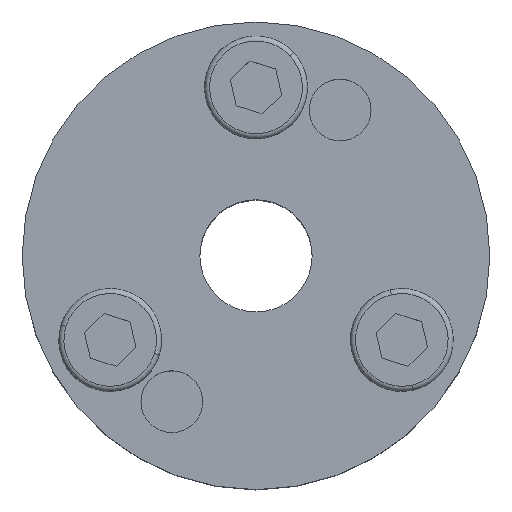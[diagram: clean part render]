
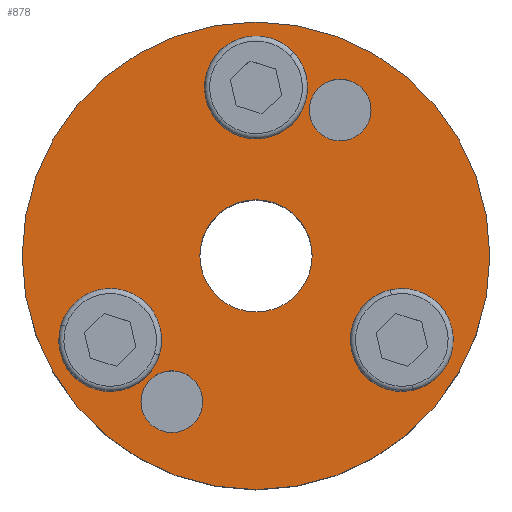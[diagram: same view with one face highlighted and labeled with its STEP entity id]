
A CAD part, top view. The second image highlights one B-rep face of the part: STEP entity #878.
In plain terms, the highlighted planar face has unit normal (0, 0, 1).
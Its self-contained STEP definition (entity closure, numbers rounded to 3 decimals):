
#16 = CARTESIAN_POINT ( 'NONE',  ( 6.144, -4.5, 0. ) ) ;
#19 = CIRCLE ( 'NONE', #20, 12.5 ) ;
#20 = AXIS2_PLACEMENT_3D ( 'NONE', #21, #22, #23 ) ;
#21 = CARTESIAN_POINT ( 'NONE',  ( 0., 0., 0. ) ) ;
#22 = DIRECTION ( 'NONE',  ( 0., 0., 1. ) ) ;
#23 = DIRECTION ( 'NONE',  ( 1., 0., 0. ) ) ;
#67 = EDGE_CURVE ( 'NONE', #739, #775, #961, .T. ) ;
#88 = CIRCLE ( 'NONE', #89, 1.65 ) ;
#89 = AXIS2_PLACEMENT_3D ( 'NONE', #90, #91, #92 ) ;
#90 = CARTESIAN_POINT ( 'NONE',  ( -4.5, -7.794, 0. ) ) ;
#91 = DIRECTION ( 'NONE',  ( 0., 0., 1. ) ) ;
#92 = DIRECTION ( 'NONE',  ( 1., 0., 0. ) ) ;
#175 = CIRCLE ( 'NONE', #176, 1.65 ) ;
#176 = AXIS2_PLACEMENT_3D ( 'NONE', #177, #178, #179 ) ;
#177 = CARTESIAN_POINT ( 'NONE',  ( -7.794, -4.5, 0. ) ) ;
#178 = DIRECTION ( 'NONE',  ( 0., 0., 1. ) ) ;
#179 = DIRECTION ( 'NONE',  ( -0.5, 0.866, 0. ) ) ;
#191 = CARTESIAN_POINT ( 'NONE',  ( 1.65, 9., 0. ) ) ;
#193 = CARTESIAN_POINT ( 'NONE',  ( -6.144, -4.5, 0. ) ) ;
#247 = CIRCLE ( 'NONE', #248, 1.65 ) ;
#248 = AXIS2_PLACEMENT_3D ( 'NONE', #249, #250, #251 ) ;
#249 = CARTESIAN_POINT ( 'NONE',  ( 7.794, -4.5, 0. ) ) ;
#250 = DIRECTION ( 'NONE',  ( 0., 0., 1. ) ) ;
#251 = DIRECTION ( 'NONE',  ( -0.5, -0.866, 0. ) ) ;
#253 = CARTESIAN_POINT ( 'NONE',  ( 9.444, -4.5, 0. ) ) ;
#451 = VERTEX_POINT ( 'NONE', #1120 ) ;
#468 = ORIENTED_EDGE ( 'NONE', *, *, #751, .T. ) ;
#519 = EDGE_CURVE ( 'NONE', #775, #739, #1136, .T. ) ;
#536 = EDGE_LOOP ( 'NONE', ( #1870, #1916 ) ) ;
#555 = EDGE_LOOP ( 'NONE', ( #1885, #707 ) ) ;
#556 = ORIENTED_EDGE ( 'NONE', *, *, #519, .F. ) ;
#592 = VERTEX_POINT ( 'NONE', #1174 ) ;
#703 = ORIENTED_EDGE ( 'NONE', *, *, #1951, .F. ) ;
#707 = ORIENTED_EDGE ( 'NONE', *, *, #1975, .F. ) ;
#717 = EDGE_LOOP ( 'NONE', ( #1898, #468 ) ) ;
#729 = VERTEX_POINT ( 'NONE', #1615 ) ;
#737 = EDGE_LOOP ( 'NONE', ( #703, #798 ) ) ;
#739 = VERTEX_POINT ( 'NONE', #1668 ) ;
#751 = EDGE_CURVE ( 'NONE', #1845, #1836, #19, .T. ) ;
#775 = VERTEX_POINT ( 'NONE', #191 ) ;
#780 = EDGE_CURVE ( 'NONE', #1108, #781, #247, .T. ) ;
#781 = VERTEX_POINT ( 'NONE', #253 ) ;
#795 = VERTEX_POINT ( 'NONE', #1079 ) ;
#798 = ORIENTED_EDGE ( 'NONE', *, *, #780, .F. ) ;
#819 = ORIENTED_EDGE ( 'NONE', *, *, #1962, .F. ) ;
#867 = ORIENTED_EDGE ( 'NONE', *, *, #1719, .F. ) ;
#878 = ADVANCED_FACE ( 'NONE', ( #1371, #1372, #1373, #1374, #1375, #1376, #1377 ), #1378, .F. ) ;
#882 = EDGE_CURVE ( 'NONE', #1836, #1845, #1410, .T. ) ;
#891 = ORIENTED_EDGE ( 'NONE', *, *, #1902, .F. ) ;
#895 = EDGE_LOOP ( 'NONE', ( #556, #1760 ) ) ;
#900 = VERTEX_POINT ( 'NONE', #1560 ) ;
#946 = CARTESIAN_POINT ( 'NONE',  ( 12.5, 0., 0. ) ) ;
#961 = CIRCLE ( 'NONE', #962, 1.65 ) ;
#962 = AXIS2_PLACEMENT_3D ( 'NONE', #963, #964, #965 ) ;
#963 = CARTESIAN_POINT ( 'NONE',  ( 0., 9., 0. ) ) ;
#964 = DIRECTION ( 'NONE',  ( 0., 0., 1. ) ) ;
#965 = DIRECTION ( 'NONE',  ( 1., 0., 0. ) ) ;
#983 = CIRCLE ( 'NONE', #984, 3. ) ;
#984 = AXIS2_PLACEMENT_3D ( 'NONE', #985, #986, #987 ) ;
#985 = CARTESIAN_POINT ( 'NONE',  ( 0., 0., 0. ) ) ;
#986 = DIRECTION ( 'NONE',  ( 0., 0., 1. ) ) ;
#987 = DIRECTION ( 'NONE',  ( 1., 0., 0. ) ) ;
#1023 = CARTESIAN_POINT ( 'NONE',  ( -12.5, 0., 0. ) ) ;
#1024 = CARTESIAN_POINT ( 'NONE',  ( 3., 0., 0. ) ) ;
#1036 = EDGE_CURVE ( 'NONE', #1527, #451, #1802, .T. ) ;
#1079 = CARTESIAN_POINT ( 'NONE',  ( -3., 0., 0. ) ) ;
#1108 = VERTEX_POINT ( 'NONE', #16 ) ;
#1120 = CARTESIAN_POINT ( 'NONE',  ( -9.444, -4.5, 0. ) ) ;
#1136 = CIRCLE ( 'NONE', #1137, 1.65 ) ;
#1137 = AXIS2_PLACEMENT_3D ( 'NONE', #1138, #1139, #1140 ) ;
#1138 = CARTESIAN_POINT ( 'NONE',  ( 0., 9., 0. ) ) ;
#1139 = DIRECTION ( 'NONE',  ( 0., 0., 1. ) ) ;
#1140 = DIRECTION ( 'NONE',  ( 1., 0., 0. ) ) ;
#1174 = CARTESIAN_POINT ( 'NONE',  ( 2.85, 7.794, 0. ) ) ;
#1320 = CIRCLE ( 'NONE', #1321, 1.65 ) ;
#1321 = AXIS2_PLACEMENT_3D ( 'NONE', #1322, #1323, #1324 ) ;
#1322 = CARTESIAN_POINT ( 'NONE',  ( 4.5, 7.794, 0. ) ) ;
#1323 = DIRECTION ( 'NONE',  ( 0., 0., 1. ) ) ;
#1324 = DIRECTION ( 'NONE',  ( 1., 0., 0. ) ) ;
#1343 = EDGE_LOOP ( 'NONE', ( #1855, #891 ) ) ;
#1371 = FACE_BOUND ( 'NONE', #1644, .T. ) ;
#1372 = FACE_BOUND ( 'NONE', #1343, .T. ) ;
#1373 = FACE_BOUND ( 'NONE', #555, .T. ) ;
#1374 = FACE_BOUND ( 'NONE', #737, .T. ) ;
#1375 = FACE_BOUND ( 'NONE', #895, .T. ) ;
#1376 = FACE_BOUND ( 'NONE', #536, .T. ) ;
#1377 = FACE_OUTER_BOUND ( 'NONE', #717, .T. ) ;
#1378 = PLANE ( 'NONE',  #1379 ) ;
#1379 = AXIS2_PLACEMENT_3D ( 'NONE', #1384, #1385, #1386 ) ;
#1384 = CARTESIAN_POINT ( 'NONE',  ( 0., 12.5, 0. ) ) ;
#1385 = DIRECTION ( 'NONE',  ( 0., 0., -1. ) ) ;
#1386 = DIRECTION ( 'NONE',  ( -1., 0., 0. ) ) ;
#1410 = CIRCLE ( 'NONE', #1411, 12.5 ) ;
#1411 = AXIS2_PLACEMENT_3D ( 'NONE', #1412, #1413, #1414 ) ;
#1412 = CARTESIAN_POINT ( 'NONE',  ( 0., 0., 0. ) ) ;
#1413 = DIRECTION ( 'NONE',  ( 0., 0., 1. ) ) ;
#1414 = DIRECTION ( 'NONE',  ( 1., 0., 0. ) ) ;
#1415 = CIRCLE ( 'NONE', #1416, 1.65 ) ;
#1416 = AXIS2_PLACEMENT_3D ( 'NONE', #1417, #1420, #1421 ) ;
#1417 = CARTESIAN_POINT ( 'NONE',  ( -4.5, -7.794, 0. ) ) ;
#1420 = DIRECTION ( 'NONE',  ( 0., 0., 1. ) ) ;
#1421 = DIRECTION ( 'NONE',  ( 1., 0., 0. ) ) ;
#1440 = CARTESIAN_POINT ( 'NONE',  ( -6.15, -7.794, 0. ) ) ;
#1527 = VERTEX_POINT ( 'NONE', #193 ) ;
#1560 = CARTESIAN_POINT ( 'NONE',  ( -2.85, -7.794, 0. ) ) ;
#1582 = CIRCLE ( 'NONE', #1583, 3. ) ;
#1583 = AXIS2_PLACEMENT_3D ( 'NONE', #1584, #1585, #1589 ) ;
#1584 = CARTESIAN_POINT ( 'NONE',  ( 0., 0., 0. ) ) ;
#1585 = DIRECTION ( 'NONE',  ( 0., 0., 1. ) ) ;
#1589 = DIRECTION ( 'NONE',  ( 1., 0., 0. ) ) ;
#1615 = CARTESIAN_POINT ( 'NONE',  ( 6.15, 7.794, 0. ) ) ;
#1636 = CIRCLE ( 'NONE', #1637, 1.65 ) ;
#1637 = AXIS2_PLACEMENT_3D ( 'NONE', #1638, #1639, #1640 ) ;
#1638 = CARTESIAN_POINT ( 'NONE',  ( 4.5, 7.794, 0. ) ) ;
#1639 = DIRECTION ( 'NONE',  ( 0., 0., 1. ) ) ;
#1640 = DIRECTION ( 'NONE',  ( 1., 0., 0. ) ) ;
#1644 = EDGE_LOOP ( 'NONE', ( #867, #819 ) ) ;
#1668 = CARTESIAN_POINT ( 'NONE',  ( -1.65, 9., 0. ) ) ;
#1719 = EDGE_CURVE ( 'NONE', #900, #1988, #1415, .T. ) ;
#1760 = ORIENTED_EDGE ( 'NONE', *, *, #67, .F. ) ;
#1802 = CIRCLE ( 'NONE', #1803, 1.65 ) ;
#1803 = AXIS2_PLACEMENT_3D ( 'NONE', #1804, #1805, #1806 ) ;
#1804 = CARTESIAN_POINT ( 'NONE',  ( -7.794, -4.5, 0. ) ) ;
#1805 = DIRECTION ( 'NONE',  ( 0., 0., 1. ) ) ;
#1806 = DIRECTION ( 'NONE',  ( -0.5, 0.866, 0. ) ) ;
#1830 = CIRCLE ( 'NONE', #1831, 1.65 ) ;
#1831 = AXIS2_PLACEMENT_3D ( 'NONE', #1832, #1833, #1834 ) ;
#1832 = CARTESIAN_POINT ( 'NONE',  ( 7.794, -4.5, 0. ) ) ;
#1833 = DIRECTION ( 'NONE',  ( 0., 0., 1. ) ) ;
#1834 = DIRECTION ( 'NONE',  ( -0.5, -0.866, 0. ) ) ;
#1836 = VERTEX_POINT ( 'NONE', #946 ) ;
#1842 = EDGE_CURVE ( 'NONE', #795, #1847, #983, .T. ) ;
#1845 = VERTEX_POINT ( 'NONE', #1023 ) ;
#1847 = VERTEX_POINT ( 'NONE', #1024 ) ;
#1855 = ORIENTED_EDGE ( 'NONE', *, *, #1931, .F. ) ;
#1870 = ORIENTED_EDGE ( 'NONE', *, *, #1925, .F. ) ;
#1885 = ORIENTED_EDGE ( 'NONE', *, *, #1036, .F. ) ;
#1898 = ORIENTED_EDGE ( 'NONE', *, *, #882, .T. ) ;
#1902 = EDGE_CURVE ( 'NONE', #592, #729, #1320, .T. ) ;
#1916 = ORIENTED_EDGE ( 'NONE', *, *, #1842, .F. ) ;
#1925 = EDGE_CURVE ( 'NONE', #1847, #795, #1582, .T. ) ;
#1931 = EDGE_CURVE ( 'NONE', #729, #592, #1636, .T. ) ;
#1951 = EDGE_CURVE ( 'NONE', #781, #1108, #1830, .T. ) ;
#1962 = EDGE_CURVE ( 'NONE', #1988, #900, #88, .T. ) ;
#1975 = EDGE_CURVE ( 'NONE', #451, #1527, #175, .T. ) ;
#1988 = VERTEX_POINT ( 'NONE', #1440 ) ;
